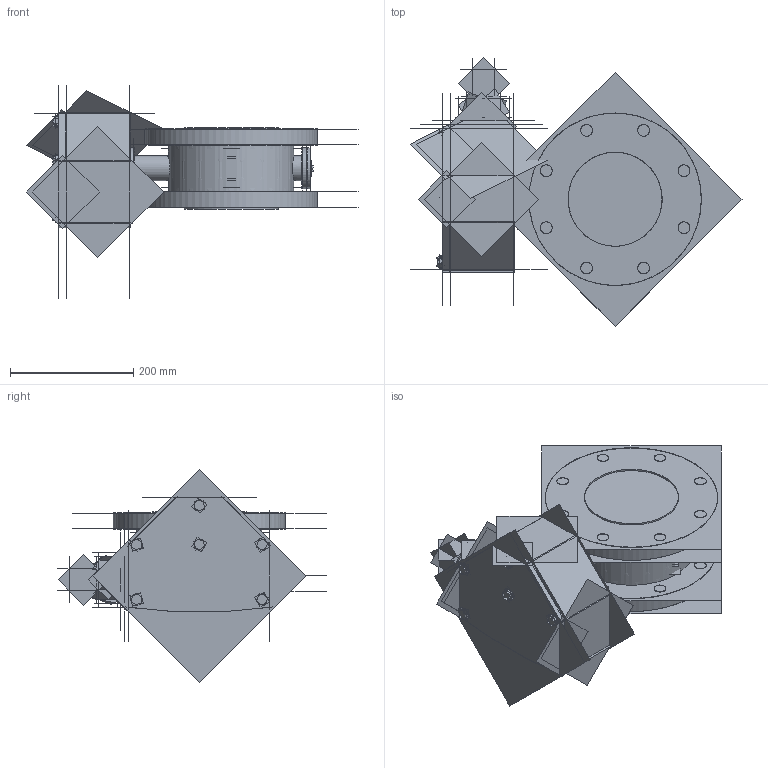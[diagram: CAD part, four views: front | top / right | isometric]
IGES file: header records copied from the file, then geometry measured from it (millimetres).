
Start section:  PTC IGES file: 150b-fl-06_asm.igs
Global section: file name: 150b-fl-06_asm.igs; native system: Creo Parametric by Parametric Technology Corporation; preprocessor: 2013050; author: HAPPY; organization: Unknown; date: 20170427.134354; units: inch
Bounding box: 537.73 x 434.78 x 343.41 mm (x, y, z)
Volume: 8475719 mm3; surface area: 3863958.1 mm2
Topology: 17 solids, 17 shells, 726 faces, 3517 edges, 4408 vertices
Faces by surface type: bspline 376, revolution 328, extrusion 22
